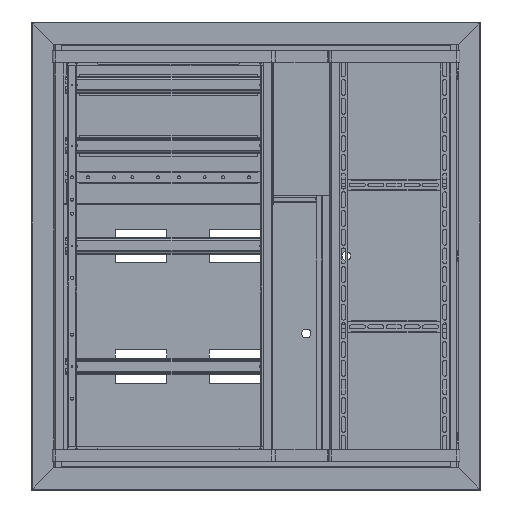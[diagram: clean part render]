
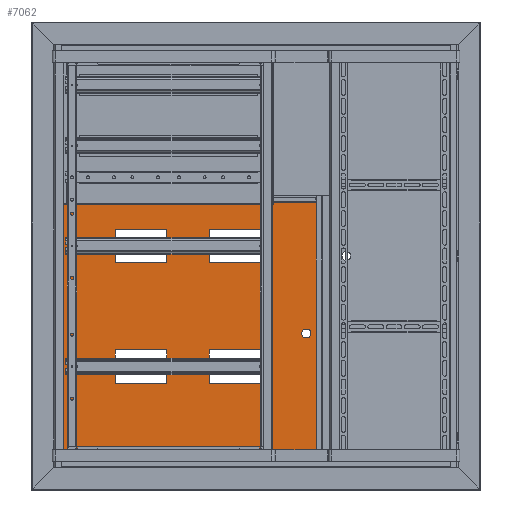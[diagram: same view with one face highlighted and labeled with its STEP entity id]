
A CAD part, top view. The second image highlights one B-rep face of the part: STEP entity #7062.
In plain terms, the highlighted planar face has unit normal (0, 0, 1).
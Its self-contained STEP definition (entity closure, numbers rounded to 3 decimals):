
#7062=ADVANCED_FACE('',(#16896,#16898,#16900,#16902,#16904,#16906),#16908,.T.);
#16896=FACE_BOUND('',#16897,.T.);
#16897=EDGE_LOOP('',(#25750,#25751,#25752,#25753));
#16898=FACE_BOUND('',#16899,.T.);
#16899=EDGE_LOOP('',(#25754,#25755,#25756,#25757));
#16900=FACE_BOUND('',#16901,.T.);
#16901=EDGE_LOOP('',(#25758,#25759,#25760,#25761));
#16902=FACE_BOUND('',#16903,.T.);
#16903=EDGE_LOOP('',(#25762,#25763,#25764,#25765));
#16904=FACE_BOUND('',#16905,.T.);
#16905=EDGE_LOOP('',(#25766,#25767,#25768,#25769));
#16906=FACE_BOUND('',#16907,.T.);
#16907=EDGE_LOOP('',(#25770,#25771,#25772,#25773));
#16908=PLANE('',#16909);
#16909=AXIS2_PLACEMENT_3D('',#16910,#16911,#16912);
#16910=CARTESIAN_POINT('',(0.,0.,0.));
#16911=DIRECTION('',(0.,0.,1.));
#16912=DIRECTION('',(1.,0.,0.));
#25750=ORIENTED_EDGE('',*,*,#30027,.F.);
#25751=ORIENTED_EDGE('',*,*,#30028,.F.);
#25752=ORIENTED_EDGE('',*,*,#30029,.F.);
#25753=ORIENTED_EDGE('',*,*,#30030,.F.);
#25754=ORIENTED_EDGE('',*,*,#30006,.F.);
#25755=ORIENTED_EDGE('',*,*,#30009,.F.);
#25756=ORIENTED_EDGE('',*,*,#30012,.F.);
#25757=ORIENTED_EDGE('',*,*,#30014,.F.);
#25758=ORIENTED_EDGE('',*,*,#29982,.F.);
#25759=ORIENTED_EDGE('',*,*,#29985,.F.);
#25760=ORIENTED_EDGE('',*,*,#29988,.F.);
#25761=ORIENTED_EDGE('',*,*,#29990,.F.);
#25762=ORIENTED_EDGE('',*,*,#30018,.F.);
#25763=ORIENTED_EDGE('',*,*,#30021,.F.);
#25764=ORIENTED_EDGE('',*,*,#30024,.F.);
#25765=ORIENTED_EDGE('',*,*,#30026,.F.);
#25766=ORIENTED_EDGE('',*,*,#29994,.F.);
#25767=ORIENTED_EDGE('',*,*,#29997,.F.);
#25768=ORIENTED_EDGE('',*,*,#30000,.F.);
#25769=ORIENTED_EDGE('',*,*,#30002,.F.);
#25770=ORIENTED_EDGE('',*,*,#30031,.F.);
#25771=ORIENTED_EDGE('',*,*,#30032,.F.);
#25772=ORIENTED_EDGE('',*,*,#30033,.F.);
#25773=ORIENTED_EDGE('',*,*,#30034,.F.);
#29982=EDGE_CURVE('',#33408,#33403,#33410,.T.);
#29985=EDGE_CURVE('',#33413,#33408,#33415,.T.);
#29988=EDGE_CURVE('',#33418,#33413,#33420,.T.);
#29990=EDGE_CURVE('',#33403,#33418,#33422,.T.);
#29994=EDGE_CURVE('',#33428,#33423,#33430,.T.);
#29997=EDGE_CURVE('',#33433,#33428,#33435,.T.);
#30000=EDGE_CURVE('',#33438,#33433,#33440,.T.);
#30002=EDGE_CURVE('',#33423,#33438,#33442,.T.);
#30006=EDGE_CURVE('',#33448,#33443,#33450,.T.);
#30009=EDGE_CURVE('',#33453,#33448,#33455,.T.);
#30012=EDGE_CURVE('',#33458,#33453,#33460,.T.);
#30014=EDGE_CURVE('',#33443,#33458,#33462,.T.);
#30018=EDGE_CURVE('',#33468,#33463,#33470,.T.);
#30021=EDGE_CURVE('',#33473,#33468,#33475,.T.);
#30024=EDGE_CURVE('',#33478,#33473,#33480,.T.);
#30026=EDGE_CURVE('',#33463,#33478,#33482,.T.);
#30027=EDGE_CURVE('',#33483,#33484,#33485,.T.);
#30028=EDGE_CURVE('',#33486,#33483,#33487,.T.);
#30029=EDGE_CURVE('',#33488,#33486,#33489,.T.);
#30030=EDGE_CURVE('',#33484,#33488,#33490,.T.);
#30031=EDGE_CURVE('',#33491,#33492,#33493,.T.);
#30032=EDGE_CURVE('',#33494,#33491,#33495,.T.);
#30033=EDGE_CURVE('',#33496,#33494,#33497,.T.);
#30034=EDGE_CURVE('',#33492,#33496,#33498,.T.);
#33403=VERTEX_POINT('',#40554);
#33408=VERTEX_POINT('',#40563);
#33410=LINE('',#40567,#40568);
#33413=VERTEX_POINT('',#40574);
#33415=LINE('',#40578,#40579);
#33418=VERTEX_POINT('',#40585);
#33420=LINE('',#40589,#40590);
#33422=LINE('',#40595,#40596);
#33423=VERTEX_POINT('',#40598);
#33428=VERTEX_POINT('',#40607);
#33430=LINE('',#40611,#40612);
#33433=VERTEX_POINT('',#40618);
#33435=LINE('',#40622,#40623);
#33438=VERTEX_POINT('',#40629);
#33440=LINE('',#40633,#40634);
#33442=LINE('',#40639,#40640);
#33443=VERTEX_POINT('',#40642);
#33448=VERTEX_POINT('',#40651);
#33450=LINE('',#40655,#40656);
#33453=VERTEX_POINT('',#40662);
#33455=LINE('',#40666,#40667);
#33458=VERTEX_POINT('',#40673);
#33460=LINE('',#40677,#40678);
#33462=LINE('',#40683,#40684);
#33463=VERTEX_POINT('',#40686);
#33468=VERTEX_POINT('',#40695);
#33470=LINE('',#40699,#40700);
#33473=VERTEX_POINT('',#40706);
#33475=LINE('',#40710,#40711);
#33478=VERTEX_POINT('',#40717);
#33480=LINE('',#40721,#40722);
#33482=LINE('',#40727,#40728);
#33483=VERTEX_POINT('',#40730);
#33484=VERTEX_POINT('',#40731);
#33485=LINE('',#40732,#40733);
#33486=VERTEX_POINT('',#40735);
#33487=LINE('',#40736,#40737);
#33488=VERTEX_POINT('',#40739);
#33489=LINE('',#40740,#40741);
#33490=LINE('',#40743,#40744);
#33491=VERTEX_POINT('',#40746);
#33492=VERTEX_POINT('',#40747);
#33493=LINE('',#40748,#40749);
#33494=VERTEX_POINT('',#40751);
#33495=CIRCLE('',#40752,9.75);
#33496=VERTEX_POINT('',#40756);
#33497=LINE('',#40757,#40758);
#33498=CIRCLE('',#40760,9.75);
#40554=CARTESIAN_POINT('',(44.7,-35.2,0.));
#40563=CARTESIAN_POINT('',(154.3,-35.2,0.));
#40567=CARTESIAN_POINT('',(154.3,-35.2,0.));
#40568=VECTOR('',#40569,1.);
#40569=DIRECTION('',(-1.,0.,0.));
#40574=CARTESIAN_POINT('',(154.3,-106.8,0.));
#40578=CARTESIAN_POINT('',(154.3,-106.8,0.));
#40579=VECTOR('',#40580,1.);
#40580=DIRECTION('',(0.,1.,0.));
#40585=CARTESIAN_POINT('',(44.7,-106.8,0.));
#40589=CARTESIAN_POINT('',(44.7,-106.8,0.));
#40590=VECTOR('',#40591,1.);
#40591=DIRECTION('',(1.,0.,0.));
#40595=CARTESIAN_POINT('',(44.7,-35.2,0.));
#40596=VECTOR('',#40597,1.);
#40597=DIRECTION('',(0.,-1.,0.));
#40598=CARTESIAN_POINT('',(-45.7,-35.2,0.));
#40607=CARTESIAN_POINT('',(-45.7,-106.8,0.));
#40611=CARTESIAN_POINT('',(-45.7,-106.8,0.));
#40612=VECTOR('',#40613,1.);
#40613=DIRECTION('',(0.,1.,0.));
#40618=CARTESIAN_POINT('',(-155.3,-106.8,0.));
#40622=CARTESIAN_POINT('',(-155.3,-106.8,0.));
#40623=VECTOR('',#40624,1.);
#40624=DIRECTION('',(1.,0.,0.));
#40629=CARTESIAN_POINT('',(-155.3,-35.2,0.));
#40633=CARTESIAN_POINT('',(-155.3,-35.2,0.));
#40634=VECTOR('',#40635,1.);
#40635=DIRECTION('',(0.,-1.,0.));
#40639=CARTESIAN_POINT('',(-45.7,-35.2,0.));
#40640=VECTOR('',#40641,1.);
#40641=DIRECTION('',(-1.,0.,0.));
#40642=CARTESIAN_POINT('',(-45.7,151.2,0.));
#40651=CARTESIAN_POINT('',(-155.3,151.2,0.));
#40655=CARTESIAN_POINT('',(-155.3,151.2,0.));
#40656=VECTOR('',#40657,1.);
#40657=DIRECTION('',(1.,0.,0.));
#40662=CARTESIAN_POINT('',(-155.3,222.8,0.));
#40666=CARTESIAN_POINT('',(-155.3,222.8,0.));
#40667=VECTOR('',#40668,1.);
#40668=DIRECTION('',(0.,-1.,0.));
#40673=CARTESIAN_POINT('',(-45.7,222.8,0.));
#40677=CARTESIAN_POINT('',(-45.7,222.8,0.));
#40678=VECTOR('',#40679,1.);
#40679=DIRECTION('',(-1.,0.,0.));
#40683=CARTESIAN_POINT('',(-45.7,151.2,0.));
#40684=VECTOR('',#40685,1.);
#40685=DIRECTION('',(0.,1.,0.));
#40686=CARTESIAN_POINT('',(44.7,151.2,0.));
#40695=CARTESIAN_POINT('',(44.7,222.8,0.));
#40699=CARTESIAN_POINT('',(44.7,222.8,0.));
#40700=VECTOR('',#40701,1.);
#40701=DIRECTION('',(0.,-1.,0.));
#40706=CARTESIAN_POINT('',(154.3,222.8,0.));
#40710=CARTESIAN_POINT('',(154.3,222.8,0.));
#40711=VECTOR('',#40712,1.);
#40712=DIRECTION('',(-1.,0.,0.));
#40717=CARTESIAN_POINT('',(154.3,151.2,0.));
#40721=CARTESIAN_POINT('',(154.3,151.2,0.));
#40722=VECTOR('',#40723,1.);
#40723=DIRECTION('',(0.,1.,0.));
#40727=CARTESIAN_POINT('',(44.7,151.2,0.));
#40728=VECTOR('',#40729,1.);
#40729=DIRECTION('',(1.,0.,0.));
#40730=CARTESIAN_POINT('',(280.5,280.,0.));
#40731=CARTESIAN_POINT('',(280.5,-280.,0.));
#40732=CARTESIAN_POINT('',(280.5,280.,0.));
#40733=VECTOR('',#40734,1.);
#40734=DIRECTION('',(0.,-1.,0.));
#40735=CARTESIAN_POINT('',(-280.5,280.,0.));
#40736=CARTESIAN_POINT('',(-280.5,280.,0.));
#40737=VECTOR('',#40738,1.);
#40738=DIRECTION('',(1.,0.,0.));
#40739=CARTESIAN_POINT('',(-280.5,-280.,0.));
#40740=CARTESIAN_POINT('',(-280.5,-280.,0.));
#40741=VECTOR('',#40742,1.);
#40742=DIRECTION('',(0.,1.,0.));
#40743=CARTESIAN_POINT('',(280.5,-280.,0.));
#40744=VECTOR('',#40745,1.);
#40745=DIRECTION('',(-1.,0.,0.));
#40746=CARTESIAN_POINT('',(247.724,-8.5,0.));
#40747=CARTESIAN_POINT('',(257.276,-8.5,0.));
#40748=CARTESIAN_POINT('',(247.724,-8.5,0.));
#40749=VECTOR('',#40750,1.);
#40750=DIRECTION('',(1.,0.,0.));
#40751=CARTESIAN_POINT('',(247.724,8.5,0.));
#40752=AXIS2_PLACEMENT_3D('',#40753,#40754,#40755);
#40753=CARTESIAN_POINT('',(252.5,0.,0.));
#40754=DIRECTION('',(0.,0.,1.));
#40755=DIRECTION('',(-0.49,0.872,0.));
#40756=CARTESIAN_POINT('',(257.276,8.5,0.));
#40757=CARTESIAN_POINT('',(257.276,8.5,0.));
#40758=VECTOR('',#40759,1.);
#40759=DIRECTION('',(-1.,0.,0.));
#40760=AXIS2_PLACEMENT_3D('',#40761,#40762,#40763);
#40761=CARTESIAN_POINT('',(252.5,0.,0.));
#40762=DIRECTION('',(0.,0.,1.));
#40763=DIRECTION('',(0.49,-0.872,0.));
